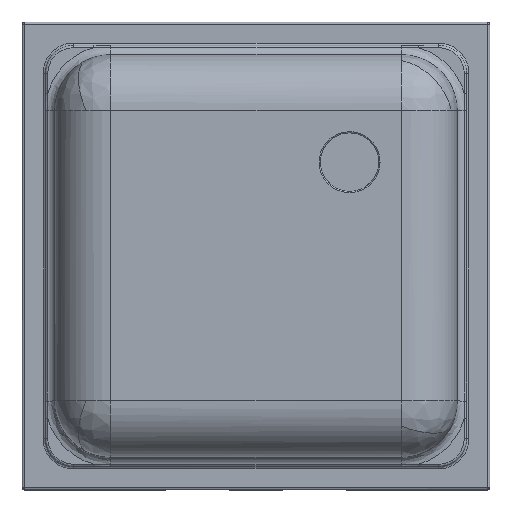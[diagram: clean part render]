
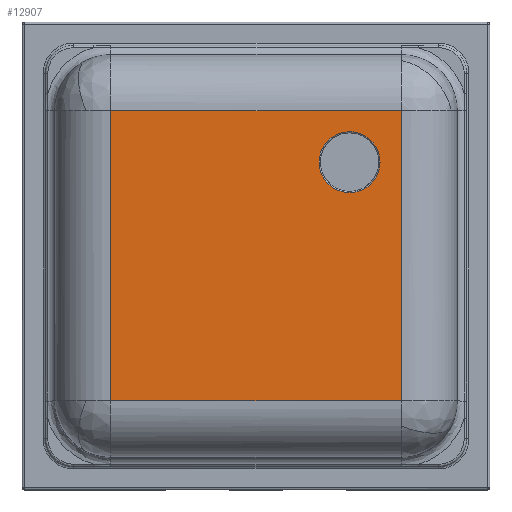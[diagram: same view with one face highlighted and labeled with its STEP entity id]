
A CAD part, top view. The second image highlights one B-rep face of the part: STEP entity #12907.
In plain terms, the highlighted face is planar.
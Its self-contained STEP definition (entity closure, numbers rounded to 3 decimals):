
#12302 = VERTEX_POINT('',#12303);
#12303 = CARTESIAN_POINT('',(1.62,0.75,1.62));
#12418 = VERTEX_POINT('',#12419);
#12419 = CARTESIAN_POINT('',(1.62,0.75,0.38));
#12537 = VERTEX_POINT('',#12538);
#12538 = CARTESIAN_POINT('',(0.38,0.75,0.38));
#12653 = VERTEX_POINT('',#12654);
#12654 = CARTESIAN_POINT('',(0.38,0.75,1.62));
#12711 = EDGE_CURVE('',#12302,#12653,#12712,.T.);
#12712 = LINE('',#12713,#12714);
#12713 = CARTESIAN_POINT('',(0.57,0.75,1.62));
#12714 = VECTOR('',#12715,1.);
#12715 = DIRECTION('',(-1.,-0.,0.));
#12780 = EDGE_CURVE('',#12418,#12302,#12781,.T.);
#12781 = LINE('',#12782,#12783);
#12782 = CARTESIAN_POINT('',(1.62,0.75,1.43));
#12783 = VECTOR('',#12784,1.);
#12784 = DIRECTION('',(0.,-0.,1.));
#12841 = EDGE_CURVE('',#12537,#12418,#12842,.T.);
#12842 = LINE('',#12843,#12844);
#12843 = CARTESIAN_POINT('',(1.43,0.75,0.38));
#12844 = VECTOR('',#12845,1.);
#12845 = DIRECTION('',(1.,-0.,0.));
#12894 = EDGE_CURVE('',#12653,#12537,#12895,.T.);
#12895 = LINE('',#12896,#12897);
#12896 = CARTESIAN_POINT('',(0.38,0.75,0.57));
#12897 = VECTOR('',#12898,1.);
#12898 = DIRECTION('',(0.,-0.,-1.));
#12907 = ADVANCED_FACE('',(#12908,#12940),#12946,.T.);
#12908 = FACE_BOUND('',#12909,.T.);
#12909 = EDGE_LOOP('',(#12910,#12927));
#12910 = ORIENTED_EDGE('',*,*,#12911,.T.);
#12911 = EDGE_CURVE('',#12912,#12914,#12916,.T.);
#12912 = VERTEX_POINT('',#12913);
#12913 = CARTESIAN_POINT('',(0.47,0.75,1.4));
#12914 = VERTEX_POINT('',#12915);
#12915 = CARTESIAN_POINT('',(0.73,0.75,1.4));
#12916 = B_SPLINE_CURVE_WITH_KNOTS('',3,(#12917,#12918,#12919,#12920,
    #12921,#12922,#12923,#12924,#12925,#12926),.UNSPECIFIED.,.F.,.F.,(4,
    2,2,2,4),(0.5,0.625,0.75,0.875,1.),.UNSPECIFIED.);
#12917 = CARTESIAN_POINT('',(0.47,0.75,1.4));
#12918 = CARTESIAN_POINT('',(0.47,0.75,1.364));
#12919 = CARTESIAN_POINT('',(0.483,0.75,1.333));
#12920 = CARTESIAN_POINT('',(0.533,0.75,1.283));
#12921 = CARTESIAN_POINT('',(0.564,0.75,1.27));
#12922 = CARTESIAN_POINT('',(0.636,0.75,1.27));
#12923 = CARTESIAN_POINT('',(0.667,0.75,1.283));
#12924 = CARTESIAN_POINT('',(0.717,0.75,1.333));
#12925 = CARTESIAN_POINT('',(0.73,0.75,1.364));
#12926 = CARTESIAN_POINT('',(0.73,0.75,1.4));
#12927 = ORIENTED_EDGE('',*,*,#12928,.T.);
#12928 = EDGE_CURVE('',#12914,#12912,#12929,.T.);
#12929 = B_SPLINE_CURVE_WITH_KNOTS('',3,(#12930,#12931,#12932,#12933,
    #12934,#12935,#12936,#12937,#12938,#12939),.UNSPECIFIED.,.F.,.F.,(4,
    2,2,2,4),(0.,0.125,0.25,0.375,0.5),.UNSPECIFIED.);
#12930 = CARTESIAN_POINT('',(0.73,0.75,1.4));
#12931 = CARTESIAN_POINT('',(0.73,0.75,1.436));
#12932 = CARTESIAN_POINT('',(0.717,0.75,1.467));
#12933 = CARTESIAN_POINT('',(0.667,0.75,1.517));
#12934 = CARTESIAN_POINT('',(0.636,0.75,1.53));
#12935 = CARTESIAN_POINT('',(0.564,0.75,1.53));
#12936 = CARTESIAN_POINT('',(0.533,0.75,1.517));
#12937 = CARTESIAN_POINT('',(0.483,0.75,1.467));
#12938 = CARTESIAN_POINT('',(0.47,0.75,1.436));
#12939 = CARTESIAN_POINT('',(0.47,0.75,1.4));
#12940 = FACE_BOUND('',#12941,.T.);
#12941 = EDGE_LOOP('',(#12942,#12943,#12944,#12945));
#12942 = ORIENTED_EDGE('',*,*,#12780,.F.);
#12943 = ORIENTED_EDGE('',*,*,#12841,.F.);
#12944 = ORIENTED_EDGE('',*,*,#12894,.F.);
#12945 = ORIENTED_EDGE('',*,*,#12711,.F.);
#12946 = PLANE('',#12947);
#12947 = AXIS2_PLACEMENT_3D('',#12948,#12949,#12950);
#12948 = CARTESIAN_POINT('',(1.,0.75,1.));
#12949 = DIRECTION('',(0.,1.,-0.));
#12950 = DIRECTION('',(0.,0.,1.));
